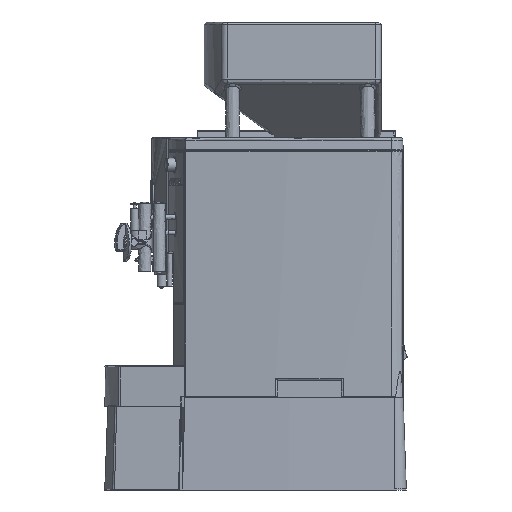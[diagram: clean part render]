
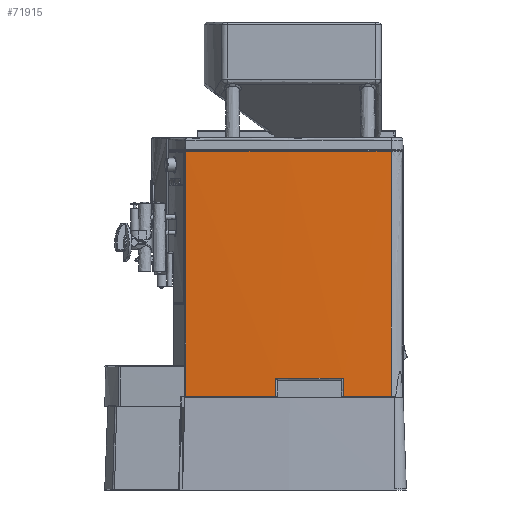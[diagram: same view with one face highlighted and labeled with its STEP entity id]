
A CAD part, left-side view. The second image highlights one B-rep face of the part: STEP entity #71915.
In plain terms, the highlighted free-form (B-spline) face has degree [2, 1] with [3, 2] control points.
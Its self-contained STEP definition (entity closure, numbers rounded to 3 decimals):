
#2862 = VERTEX_POINT('',#2863);
#2863 = CARTESIAN_POINT('',(-20.162,13.575,
    444.426));
#62089 = VERTEX_POINT('',#62090);
#62090 = CARTESIAN_POINT('',(-3.608,385.3,
    444.426));
#62096 = EDGE_CURVE('',#2862,#62089,#62097,.T.);
#62097 = ( BOUNDED_CURVE() B_SPLINE_CURVE(2,(#62098,#62099,#62100),
.UNSPECIFIED.,.F.,.F.) B_SPLINE_CURVE_WITH_KNOTS((3,3),(
    0.004,0.085),.PIECEWISE_BEZIER_KNOTS.) 
CURVE() GEOMETRIC_REPRESENTATION_ITEM() RATIONAL_B_SPLINE_CURVE((1.,
0.999,1.)) REPRESENTATION_ITEM('') );
#62098 = CARTESIAN_POINT('',(-20.162,13.575,
    444.426));
#62099 = CARTESIAN_POINT('',(-19.325,199.769,
    444.426));
#62100 = CARTESIAN_POINT('',(-3.608,385.3,
    444.426));
#70995 = VERTEX_POINT('',#70996);
#70996 = CARTESIAN_POINT('',(-20.162,13.575,
    1.409));
#71061 = EDGE_CURVE('',#2862,#70995,#71062,.T.);
#71062 = B_SPLINE_CURVE_WITH_KNOTS('',1,(#71063,#71064),.UNSPECIFIED.,
  .F.,.F.,(2,2),(381.875,698.991),.PIECEWISE_BEZIER_KNOTS.);
#71063 = CARTESIAN_POINT('',(-20.162,13.575,
    444.426));
#71064 = CARTESIAN_POINT('',(-20.162,13.575,
    1.409));
#71915 = ADVANCED_FACE('',(#71916),#71963,.T.);
#71916 = FACE_BOUND('',#71917,.T.);
#71917 = EDGE_LOOP('',(#71918,#71925,#71933,#71940,#71948,#71955,#71961,
    #71962));
#71918 = ORIENTED_EDGE('',*,*,#71919,.T.);
#71919 = EDGE_CURVE('',#62089,#71920,#71922,.T.);
#71920 = VERTEX_POINT('',#71921);
#71921 = CARTESIAN_POINT('',(-3.608,385.3,
    1.554));
#71922 = B_SPLINE_CURVE_WITH_KNOTS('',1,(#71923,#71924),.UNSPECIFIED.,
  .F.,.F.,(2,2),(381.875,698.888),.PIECEWISE_BEZIER_KNOTS.);
#71923 = CARTESIAN_POINT('',(-3.608,385.3,
    444.426));
#71924 = CARTESIAN_POINT('',(-3.608,385.3,
    1.554));
#71925 = ORIENTED_EDGE('',*,*,#71926,.T.);
#71926 = EDGE_CURVE('',#71920,#71927,#71929,.T.);
#71927 = VERTEX_POINT('',#71928);
#71928 = CARTESIAN_POINT('',(-14.551,222.009,
    1.458));
#71929 = ( BOUNDED_CURVE() B_SPLINE_CURVE(2,(#71930,#71931,#71932),
.UNSPECIFIED.,.F.,.F.) B_SPLINE_CURVE_WITH_KNOTS((3,3),(6.248,
6.283),.PIECEWISE_BEZIER_KNOTS.) CURVE() 
GEOMETRIC_REPRESENTATION_ITEM() RATIONAL_B_SPLINE_CURVE((1.,
1.,1.)) REPRESENTATION_ITEM('') );
#71930 = CARTESIAN_POINT('',(-3.608,385.3,
    1.554));
#71931 = CARTESIAN_POINT('',(-10.516,303.751,
    1.493));
#71932 = CARTESIAN_POINT('',(-14.551,222.009,
    1.458));
#71933 = ORIENTED_EDGE('',*,*,#71934,.T.);
#71934 = EDGE_CURVE('',#71927,#71935,#71937,.T.);
#71935 = VERTEX_POINT('',#71936);
#71936 = CARTESIAN_POINT('',(-14.551,222.009,
    34.115));
#71937 = B_SPLINE_CURVE_WITH_KNOTS('',1,(#71938,#71939),.UNSPECIFIED.,
  .F.,.F.,(2,2),(-698.956,-675.58),
  .PIECEWISE_BEZIER_KNOTS.);
#71938 = CARTESIAN_POINT('',(-14.551,222.009,
    1.458));
#71939 = CARTESIAN_POINT('',(-14.551,222.009,
    34.115));
#71940 = ORIENTED_EDGE('',*,*,#71941,.T.);
#71941 = EDGE_CURVE('',#71935,#71942,#71944,.T.);
#71942 = VERTEX_POINT('',#71943);
#71943 = CARTESIAN_POINT('',(-18.96,100.471,
    34.191));
#71944 = ( BOUNDED_CURVE() B_SPLINE_CURVE(2,(#71945,#71946,#71947),
.UNSPECIFIED.,.F.,.F.) B_SPLINE_CURVE_WITH_KNOTS((3,3),(6.257,
6.283),.PIECEWISE_BEZIER_KNOTS.) CURVE() 
GEOMETRIC_REPRESENTATION_ITEM() RATIONAL_B_SPLINE_CURVE((1.,
1.,1.)) REPRESENTATION_ITEM('') );
#71945 = CARTESIAN_POINT('',(-14.551,222.009,
    34.115));
#71946 = CARTESIAN_POINT('',(-17.55,161.269,
    34.167));
#71947 = CARTESIAN_POINT('',(-18.96,100.471,
    34.191));
#71948 = ORIENTED_EDGE('',*,*,#71949,.T.);
#71949 = EDGE_CURVE('',#71942,#71950,#71952,.T.);
#71950 = VERTEX_POINT('',#71951);
#71951 = CARTESIAN_POINT('',(-18.96,100.471,
    1.42));
#71952 = B_SPLINE_CURVE_WITH_KNOTS('',1,(#71953,#71954),.UNSPECIFIED.,
  .F.,.F.,(2,2),(675.525,698.984),
  .PIECEWISE_BEZIER_KNOTS.);
#71953 = CARTESIAN_POINT('',(-18.96,100.471,
    34.191));
#71954 = CARTESIAN_POINT('',(-18.96,100.471,
    1.42));
#71955 = ORIENTED_EDGE('',*,*,#71956,.T.);
#71956 = EDGE_CURVE('',#71950,#70995,#71957,.T.);
#71957 = ( BOUNDED_CURVE() B_SPLINE_CURVE(2,(#71958,#71959,#71960),
.UNSPECIFIED.,.F.,.F.) B_SPLINE_CURVE_WITH_KNOTS((3,3),(6.265,
6.283),.PIECEWISE_BEZIER_KNOTS.) CURVE() 
GEOMETRIC_REPRESENTATION_ITEM() RATIONAL_B_SPLINE_CURVE((1.,
1.,1.)) REPRESENTATION_ITEM('') );
#71958 = CARTESIAN_POINT('',(-18.96,100.471,
    1.42));
#71959 = CARTESIAN_POINT('',(-19.967,57.028,
    1.411));
#71960 = CARTESIAN_POINT('',(-20.162,13.575,
    1.409));
#71961 = ORIENTED_EDGE('',*,*,#71061,.F.);
#71962 = ORIENTED_EDGE('',*,*,#62096,.T.);
#71963 = ( BOUNDED_SURFACE() B_SPLINE_SURFACE(2,1,(
    (#71964,#71965)
    ,(#71966,#71967)
    ,(#71968,#71969
)),.UNSPECIFIED.,.F.,.F.,.F.) B_SPLINE_SURFACE_WITH_KNOTS((3,3),(2,2),(
    3.146,3.226),(381.875,698.991),
.PIECEWISE_BEZIER_KNOTS.) GEOMETRIC_REPRESENTATION_ITEM() 
RATIONAL_B_SPLINE_SURFACE((
    (1.,1.)
    ,(0.999,0.999)
,(1.,1.))) REPRESENTATION_ITEM('') SURFACE() );
#71964 = CARTESIAN_POINT('',(-20.162,13.575,
    444.426));
#71965 = CARTESIAN_POINT('',(-20.162,13.575,
    1.409));
#71966 = CARTESIAN_POINT('',(-19.325,199.769,
    444.426));
#71967 = CARTESIAN_POINT('',(-19.325,199.769,
    1.409));
#71968 = CARTESIAN_POINT('',(-3.608,385.3,
    444.426));
#71969 = CARTESIAN_POINT('',(-3.608,385.3,
    1.409));
